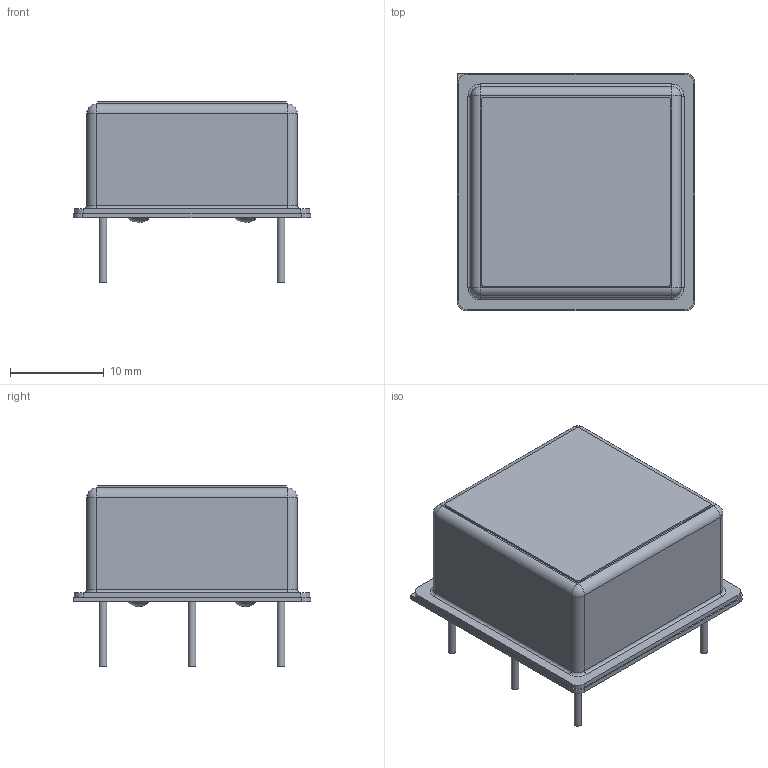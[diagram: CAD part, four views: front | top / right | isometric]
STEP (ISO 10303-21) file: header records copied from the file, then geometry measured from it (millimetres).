
FILE_DESCRIPTION(('FreeCAD Model'),'2;1');
FILE_NAME('Open CASCADE Shape Model','2024-12-27T13:08:02',(''),(''), 'Open CASCADE STEP processor 7.6','FreeCAD','Unknown');
FILE_SCHEMA(('AUTOMOTIVE_DESIGN { 1 0 10303 214 1 1 1 1 }'));
Length unit declared in the file: millimetre
Products named in the file (6): cx205; Base; Cover; Label; Standoff; Pins
Assembly tree (5 placements, depth 2):
  cx205
    Base
    Cover
    Label
    Standoff
    Pins
Bounding box: 25.4 x 25.4 x 19.25 mm (x, y, z)
Volume: 1436.6 mm3; surface area: 5579.8 mm2
Topology: 12 solids, 12 shells, 105 faces, 215 edges, 134 vertices
Faces by surface type: plane 52, cylinder 41, sphere 8, torus 4
Full cylindrical faces by diameter (mm): 0.81 x5, 2 x5
Entity records: 2914 total; most frequent: DIRECTION 523, CARTESIAN_POINT 452, ORIENTED_EDGE 414, EDGE_CURVE 207, AXIS2_PLACEMENT_3D 205, VERTEX_POINT 134, FACE_BOUND 113, EDGE_LOOP 113
